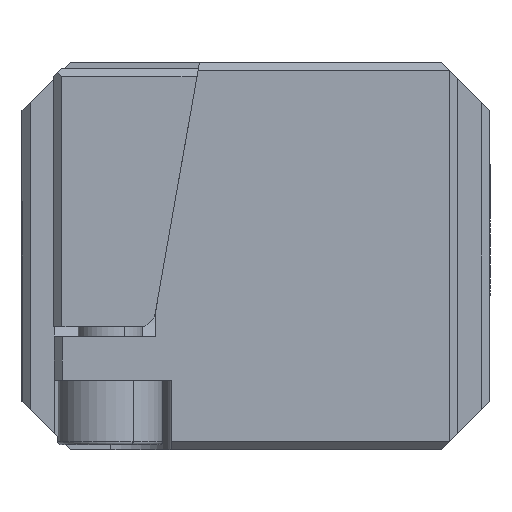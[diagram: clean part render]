
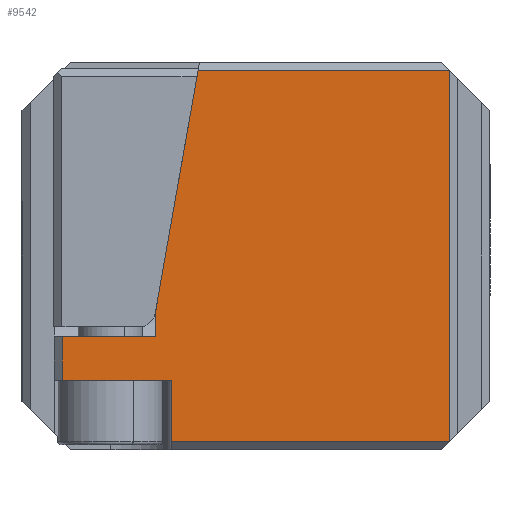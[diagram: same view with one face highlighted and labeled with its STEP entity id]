
A CAD part, left-side view. The second image highlights one B-rep face of the part: STEP entity #9542.
In plain terms, the highlighted planar face has unit normal (-1, 0, 0).
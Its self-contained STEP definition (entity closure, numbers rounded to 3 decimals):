
#549 = VECTOR ( 'NONE', #1771, 1000. ) ;
#612 = VERTEX_POINT ( 'NONE', #1046 ) ;
#1046 = CARTESIAN_POINT ( 'NONE',  ( -140., 10.5, -15.4 ) ) ;
#1376 = VECTOR ( 'NONE', #11808, 1000. ) ;
#1771 = DIRECTION ( 'NONE',  ( 0., 0., -1. ) ) ;
#1970 = ORIENTED_EDGE ( 'NONE', *, *, #9456, .T. ) ;
#2602 = CARTESIAN_POINT ( 'NONE',  ( -140., 12.5, -10. ) ) ;
#2625 = EDGE_CURVE ( 'NONE', #7176, #3816, #3165, .T. ) ;
#3165 = LINE ( 'NONE', #9431, #4674 ) ;
#3245 = DIRECTION ( 'NONE',  ( 0., 0., -1. ) ) ;
#3816 = VERTEX_POINT ( 'NONE', #18789 ) ;
#3862 = DIRECTION ( 'NONE',  ( 0., -1., 0. ) ) ;
#4229 = EDGE_CURVE ( 'NONE', #15102, #5866, #14141, .T. ) ;
#4674 = VECTOR ( 'NONE', #15271, 1000. ) ;
#5340 = CARTESIAN_POINT ( 'NONE',  ( -140., 12.5, -7.192 ) ) ;
#5355 = EDGE_CURVE ( 'NONE', #612, #12351, #15797, .T. ) ;
#5420 = LINE ( 'NONE', #16044, #16743 ) ;
#5711 = VECTOR ( 'NONE', #9723, 1000. ) ;
#5724 = LINE ( 'NONE', #13616, #9722 ) ;
#5866 = VERTEX_POINT ( 'NONE', #15486 ) ;
#5889 = DIRECTION ( 'NONE',  ( 0., -1., 0. ) ) ;
#6368 = CARTESIAN_POINT ( 'NONE',  ( -140., 24., -10. ) ) ;
#6837 = DIRECTION ( 'NONE',  ( 0., 0., 1. ) ) ;
#7176 = VERTEX_POINT ( 'NONE', #6368 ) ;
#7234 = ORIENTED_EDGE ( 'NONE', *, *, #5355, .T. ) ;
#7421 = CARTESIAN_POINT ( 'NONE',  ( -140., 25., -23. ) ) ;
#7647 = CARTESIAN_POINT ( 'NONE',  ( -140., -24., -23. ) ) ;
#7960 = FACE_OUTER_BOUND ( 'NONE', #8070, .T. ) ;
#8070 = EDGE_LOOP ( 'NONE', ( #12673, #16056, #7234, #11731, #16709, #1970, #17688, #16435, #18627 ) ) ;
#9431 = CARTESIAN_POINT ( 'NONE',  ( -140., 24., 24. ) ) ;
#9456 = EDGE_CURVE ( 'NONE', #12112, #5866, #10255, .T. ) ;
#9542 = ADVANCED_FACE ( 'NONE', ( #7960 ), #18804, .F. ) ;
#9722 = VECTOR ( 'NONE', #20116, 1000. ) ;
#9723 = DIRECTION ( 'NONE',  ( 0., 0., 1. ) ) ;
#10134 = VECTOR ( 'NONE', #5889, 1000. ) ;
#10255 = LINE ( 'NONE', #19628, #1376 ) ;
#11099 = CARTESIAN_POINT ( 'NONE',  ( -140., 12.995, -10. ) ) ;
#11276 = VECTOR ( 'NONE', #3862, 1000. ) ;
#11428 = EDGE_CURVE ( 'NONE', #12351, #13524, #13579, .T. ) ;
#11731 = ORIENTED_EDGE ( 'NONE', *, *, #11428, .T. ) ;
#11808 = DIRECTION ( 'NONE',  ( 0., 1., 0. ) ) ;
#11878 = CARTESIAN_POINT ( 'NONE',  ( -140., 10.5, -23. ) ) ;
#12112 = VERTEX_POINT ( 'NONE', #12312 ) ;
#12312 = CARTESIAN_POINT ( 'NONE',  ( -140., -24., 23. ) ) ;
#12351 = VERTEX_POINT ( 'NONE', #11878 ) ;
#12673 = ORIENTED_EDGE ( 'NONE', *, *, #2625, .T. ) ;
#13062 = EDGE_CURVE ( 'NONE', #3816, #612, #15764, .T. ) ;
#13110 = CARTESIAN_POINT ( 'NONE',  ( -140., 12.5, 24. ) ) ;
#13524 = VERTEX_POINT ( 'NONE', #7647 ) ;
#13579 = LINE ( 'NONE', #7421, #10134 ) ;
#13616 = CARTESIAN_POINT ( 'NONE',  ( -140., 25., -10. ) ) ;
#14141 = LINE ( 'NONE', #11099, #15040 ) ;
#14174 = CARTESIAN_POINT ( 'NONE',  ( -140., 10.5, 24. ) ) ;
#14380 = EDGE_CURVE ( 'NONE', #13524, #12112, #5420, .T. ) ;
#15014 = VERTEX_POINT ( 'NONE', #2602 ) ;
#15040 = VECTOR ( 'NONE', #19014, 1000. ) ;
#15102 = VERTEX_POINT ( 'NONE', #5340 ) ;
#15271 = DIRECTION ( 'NONE',  ( 0., 0., -1. ) ) ;
#15486 = CARTESIAN_POINT ( 'NONE',  ( -140., 7.176, 23. ) ) ;
#15511 = EDGE_CURVE ( 'NONE', #15014, #15102, #16361, .T. ) ;
#15647 = CARTESIAN_POINT ( 'NONE',  ( -140., 25., 24. ) ) ;
#15764 = LINE ( 'NONE', #17880, #11276 ) ;
#15797 = LINE ( 'NONE', #14174, #549 ) ;
#16044 = CARTESIAN_POINT ( 'NONE',  ( -140., -24., 24. ) ) ;
#16056 = ORIENTED_EDGE ( 'NONE', *, *, #13062, .T. ) ;
#16361 = LINE ( 'NONE', #13110, #5711 ) ;
#16435 = ORIENTED_EDGE ( 'NONE', *, *, #15511, .F. ) ;
#16709 = ORIENTED_EDGE ( 'NONE', *, *, #14380, .T. ) ;
#16743 = VECTOR ( 'NONE', #6837, 1000. ) ;
#17073 = DIRECTION ( 'NONE',  ( 1., 0., 0. ) ) ;
#17688 = ORIENTED_EDGE ( 'NONE', *, *, #4229, .F. ) ;
#17880 = CARTESIAN_POINT ( 'NONE',  ( -140., 25., -15.4 ) ) ;
#18627 = ORIENTED_EDGE ( 'NONE', *, *, #18759, .F. ) ;
#18698 = AXIS2_PLACEMENT_3D ( 'NONE', #15647, #17073, #3245 ) ;
#18759 = EDGE_CURVE ( 'NONE', #7176, #15014, #5724, .T. ) ;
#18789 = CARTESIAN_POINT ( 'NONE',  ( -140., 24., -15.4 ) ) ;
#18804 = PLANE ( 'NONE',  #18698 ) ;
#19014 = DIRECTION ( 'NONE',  ( 0., -0.174, 0.985 ) ) ;
#19628 = CARTESIAN_POINT ( 'NONE',  ( -140., 25., 23. ) ) ;
#20116 = DIRECTION ( 'NONE',  ( 0., -1., 0. ) ) ;
